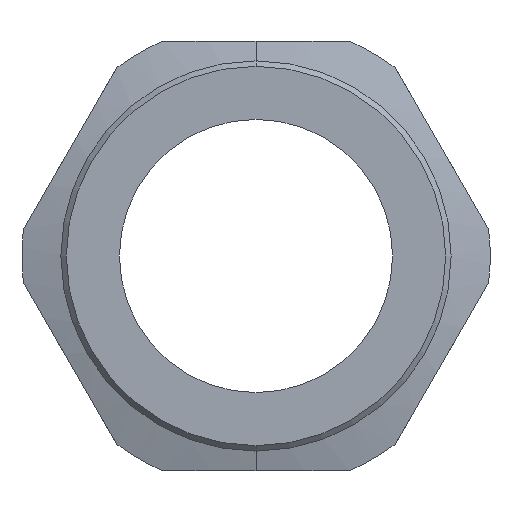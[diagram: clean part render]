
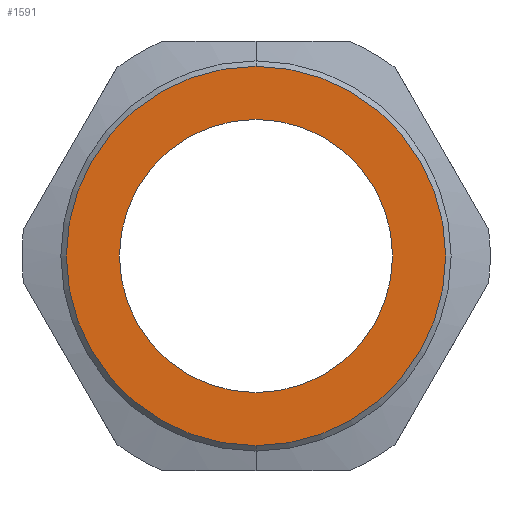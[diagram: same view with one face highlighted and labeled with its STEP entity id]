
A CAD part, front view. The second image highlights one B-rep face of the part: STEP entity #1591.
In plain terms, the highlighted planar face has unit normal (0, -1, 0).
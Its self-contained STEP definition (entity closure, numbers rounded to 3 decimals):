
#45 = EDGE_LOOP ( 'NONE', ( #410, #556 ) ) ;
#74 = DIRECTION ( 'NONE',  ( 0., 0., 1. ) ) ;
#164 = VERTEX_POINT ( 'NONE', #1432 ) ;
#337 = DIRECTION ( 'NONE',  ( 0., 1., 0. ) ) ;
#355 = DIRECTION ( 'NONE',  ( 0., 1., 0. ) ) ;
#359 = FACE_BOUND ( 'NONE', #45, .T. ) ;
#381 = EDGE_CURVE ( 'NONE', #1239, #164, #1845, .T. ) ;
#410 = ORIENTED_EDGE ( 'NONE', *, *, #381, .T. ) ;
#513 = DIRECTION ( 'NONE',  ( 0., -1., 0. ) ) ;
#520 = FACE_OUTER_BOUND ( 'NONE', #1005, .T. ) ;
#556 = ORIENTED_EDGE ( 'NONE', *, *, #1944, .T. ) ;
#694 = AXIS2_PLACEMENT_3D ( 'NONE', #1897, #1456, #74 ) ;
#710 = AXIS2_PLACEMENT_3D ( 'NONE', #1350, #749, #1760 ) ;
#747 = ORIENTED_EDGE ( 'NONE', *, *, #2384, .T. ) ;
#749 = DIRECTION ( 'NONE',  ( 0., -1., 0. ) ) ;
#1005 = EDGE_LOOP ( 'NONE', ( #1331, #747 ) ) ;
#1049 = CIRCLE ( 'NONE', #710, 24.3 ) ;
#1083 = DIRECTION ( 'NONE',  ( 0., 0., 1. ) ) ;
#1131 = CIRCLE ( 'NONE', #2096, 17.5 ) ;
#1135 = PLANE ( 'NONE',  #2267 ) ;
#1174 = DIRECTION ( 'NONE',  ( 0., 0., 1. ) ) ;
#1239 = VERTEX_POINT ( 'NONE', #2473 ) ;
#1331 = ORIENTED_EDGE ( 'NONE', *, *, #2279, .T. ) ;
#1350 = CARTESIAN_POINT ( 'NONE',  ( 0., 0., 0. ) ) ;
#1404 = AXIS2_PLACEMENT_3D ( 'NONE', #1690, #513, #1083 ) ;
#1432 = CARTESIAN_POINT ( 'NONE',  ( 0., 0., -17.5 ) ) ;
#1447 = CARTESIAN_POINT ( 'NONE',  ( 0., 0., -24.3 ) ) ;
#1456 = DIRECTION ( 'NONE',  ( 0., 1., 0. ) ) ;
#1506 = CARTESIAN_POINT ( 'NONE',  ( 0., 0., 24.3 ) ) ;
#1591 = ADVANCED_FACE ( 'NONE', ( #520, #359 ), #1135, .F. ) ;
#1690 = CARTESIAN_POINT ( 'NONE',  ( 0., 0., 0. ) ) ;
#1760 = DIRECTION ( 'NONE',  ( 0., 0., 1. ) ) ;
#1845 = CIRCLE ( 'NONE', #694, 17.5 ) ;
#1897 = CARTESIAN_POINT ( 'NONE',  ( 0., 0., 0. ) ) ;
#1944 = EDGE_CURVE ( 'NONE', #164, #1239, #1131, .T. ) ;
#2096 = AXIS2_PLACEMENT_3D ( 'NONE', #2332, #355, #2607 ) ;
#2148 = CARTESIAN_POINT ( 'NONE',  ( 25., 0., 0. ) ) ;
#2267 = AXIS2_PLACEMENT_3D ( 'NONE', #2148, #337, #1174 ) ;
#2279 = EDGE_CURVE ( 'NONE', #2286, #2572, #2525, .T. ) ;
#2286 = VERTEX_POINT ( 'NONE', #1506 ) ;
#2332 = CARTESIAN_POINT ( 'NONE',  ( 0., 0., 0. ) ) ;
#2384 = EDGE_CURVE ( 'NONE', #2572, #2286, #1049, .T. ) ;
#2473 = CARTESIAN_POINT ( 'NONE',  ( 0., 0., 17.5 ) ) ;
#2525 = CIRCLE ( 'NONE', #1404, 24.3 ) ;
#2572 = VERTEX_POINT ( 'NONE', #1447 ) ;
#2607 = DIRECTION ( 'NONE',  ( 0., 0., 1. ) ) ;
